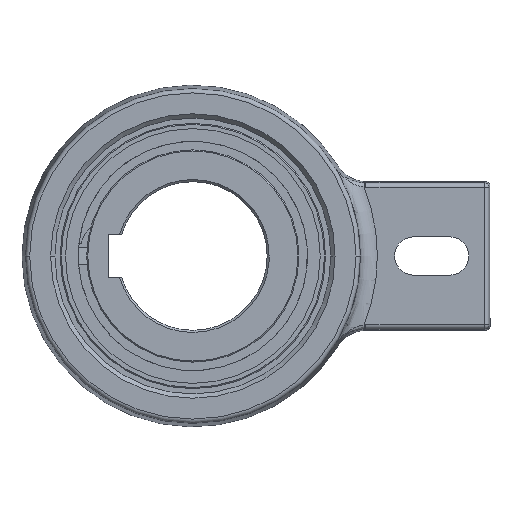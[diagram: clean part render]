
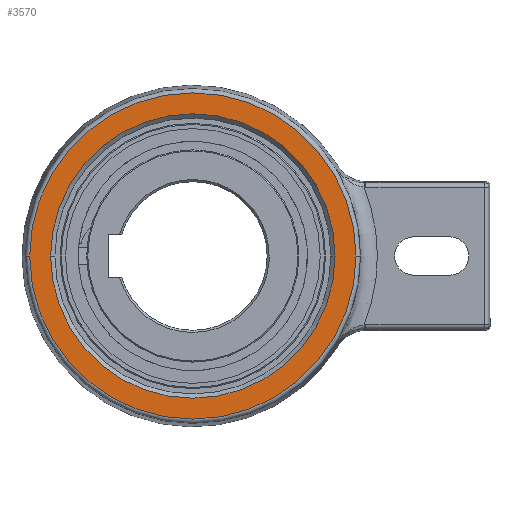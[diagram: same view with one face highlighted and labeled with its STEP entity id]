
A CAD part, left-side view. The second image highlights one B-rep face of the part: STEP entity #3570.
In plain terms, the highlighted planar face has unit normal (-1, 0, 0).
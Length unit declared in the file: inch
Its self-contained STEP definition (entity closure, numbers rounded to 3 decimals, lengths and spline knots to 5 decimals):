
#868=CARTESIAN_POINT('',(-0.68898,0.,0.));
#869=DIRECTION('',(-1.,0.,0.));
#870=DIRECTION('',(0.,-1.,0.));
#871=AXIS2_PLACEMENT_3D('',#868,#869,#870);
#883=CARTESIAN_POINT('',(-0.68898,0.,0.));
#884=DIRECTION('',(-1.,0.,0.));
#885=DIRECTION('',(0.,1.,0.));
#886=AXIS2_PLACEMENT_3D('',#883,#884,#885);
#898=CARTESIAN_POINT('',(-0.68898,0.,0.));
#899=DIRECTION('',(1.,0.,0.));
#900=DIRECTION('',(0.,-1.,0.));
#901=AXIS2_PLACEMENT_3D('',#898,#899,#900);
#903=CARTESIAN_POINT('',(-0.68898,0.,0.));
#904=DIRECTION('',(1.,0.,0.));
#905=DIRECTION('',(0.,1.,0.));
#906=AXIS2_PLACEMENT_3D('',#903,#904,#905);
#1972=CARTESIAN_POINT('',(-0.68898,3.02598,0.));
#1974=VERTEX_POINT('',#1972);
#1976=CARTESIAN_POINT('',(-0.68898,-2.6378,0.));
#1977=CARTESIAN_POINT('',(-0.68898,2.6378,0.));
#1978=VERTEX_POINT('',#1976);
#1979=VERTEX_POINT('',#1977);
#1981=CARTESIAN_POINT('',(-0.68898,-3.02598,0.));
#1983=VERTEX_POINT('',#1981);
#3555=CARTESIAN_POINT('',(-0.68898,0.,0.));
#3556=DIRECTION('',(1.,0.,0.));
#3557=DIRECTION('',(0.,-1.,0.));
#3558=AXIS2_PLACEMENT_3D('',#3555,#3556,#3557);
#3559=PLANE('',#3558);
#3560=ORIENTED_EDGE('',*,*,#3534,.F.);
#3561=ORIENTED_EDGE('',*,*,#3548,.F.);
#3562=EDGE_LOOP('',(#3560,#3561));
#3563=FACE_OUTER_BOUND('',#3562,.F.);
#3565=ORIENTED_EDGE('',*,*,#3564,.F.);
#3567=ORIENTED_EDGE('',*,*,#3566,.F.);
#3568=EDGE_LOOP('',(#3565,#3567));
#3569=FACE_BOUND('',#3568,.F.);
#872=CIRCLE('',#871,3.02598);
#887=CIRCLE('',#886,3.02598);
#902=CIRCLE('',#901,2.6378);
#907=CIRCLE('',#906,2.6378);
#3534=EDGE_CURVE('',#1983,#1974,#872,.T.);
#3548=EDGE_CURVE('',#1974,#1983,#887,.T.);
#3564=EDGE_CURVE('',#1978,#1979,#902,.T.);
#3566=EDGE_CURVE('',#1979,#1978,#907,.T.);
#3570=ADVANCED_FACE('',(#3563,#3569),#3559,.F.);
